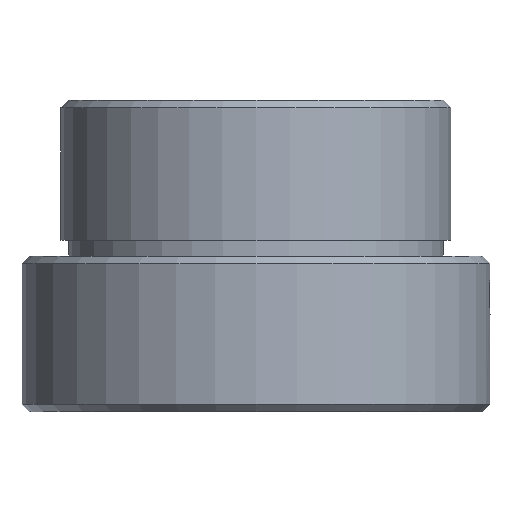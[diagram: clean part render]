
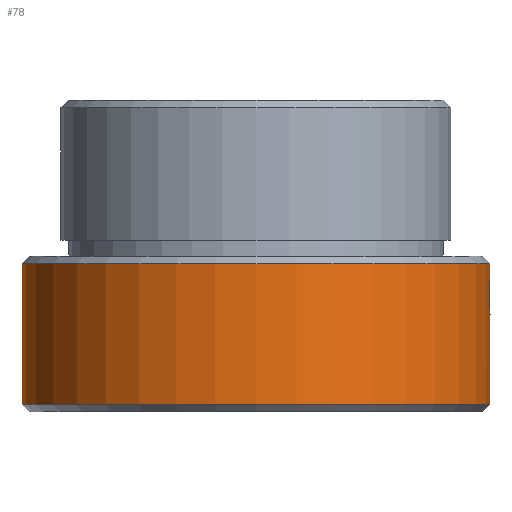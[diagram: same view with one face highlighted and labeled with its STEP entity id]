
A CAD part, front view. The second image highlights one B-rep face of the part: STEP entity #78.
In plain terms, the highlighted cylindrical face has radius 15 mm (diameter 30 mm), a partial arc.
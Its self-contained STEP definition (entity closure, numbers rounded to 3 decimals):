
#47 = EDGE_CURVE ( 'NONE', #294, #293, #576, .T. ) ;
#48 = EDGE_CURVE ( 'NONE', #298, #297, #614, .T. ) ;
#63 = EDGE_CURVE ( 'NONE', #297, #294, #142, .T. ) ;
#75 = EDGE_CURVE ( 'NONE', #322, #323, #762, .T. ) ;
#77 = EDGE_CURVE ( 'NONE', #323, #293, #261, .T. ) ;
#78 = ADVANCED_FACE ( 'NONE', ( #158 ), #234, .T. ) ;
#79 = EDGE_CURVE ( 'NONE', #298, #322, #266, .T. ) ;
#142 = LINE ( 'NONE', #143, #153 ) ;
#143 = CARTESIAN_POINT ( 'NONE',  ( -15., 0., 0. ) ) ;
#144 = DIRECTION ( 'NONE',  ( 0., 0., -1. ) ) ;
#153 = VECTOR ( 'NONE', #144, 1000. ) ;
#158 = FACE_OUTER_BOUND ( 'NONE', #773, .T. ) ;
#218 = CARTESIAN_POINT ( 'NONE',  ( 15., 0., -11.25 ) ) ;
#225 = CARTESIAN_POINT ( 'NONE',  ( 15., -0.165, -11.25 ) ) ;
#226 = CARTESIAN_POINT ( 'NONE',  ( 14.997, -0.327, -11.283 ) ) ;
#227 = CARTESIAN_POINT ( 'NONE',  ( 14.988, -0.63, -11.408 ) ) ;
#228 = CARTESIAN_POINT ( 'NONE',  ( 14.981, -0.769, -11.501 ) ) ;
#229 = CARTESIAN_POINT ( 'NONE',  ( 14.967, -0.999, -11.732 ) ) ;
#230 = CARTESIAN_POINT ( 'NONE',  ( 14.96, -1.092, -11.871 ) ) ;
#231 = CARTESIAN_POINT ( 'NONE',  ( 14.951, -1.217, -12.172 ) ) ;
#232 = CARTESIAN_POINT ( 'NONE',  ( 14.948, -1.25, -12.336 ) ) ;
#233 = CARTESIAN_POINT ( 'NONE',  ( 14.948, -1.25, -12.663 ) ) ;
#234 = CYLINDRICAL_SURFACE ( 'NONE', #237, 15. ) ;
#237 = AXIS2_PLACEMENT_3D ( 'NONE', #257, #264, #265 ) ;
#238 = VECTOR ( 'NONE', #263, 1000. ) ;
#242 = VECTOR ( 'NONE', #268, 1000. ) ;
#247 = CARTESIAN_POINT ( 'NONE',  ( 14.951, -1.218, -12.827 ) ) ;
#248 = CARTESIAN_POINT ( 'NONE',  ( 14.96, -1.092, -13.129 ) ) ;
#249 = CARTESIAN_POINT ( 'NONE',  ( 14.967, -1.001, -13.267 ) ) ;
#250 = CARTESIAN_POINT ( 'NONE',  ( 14.981, -0.767, -13.5 ) ) ;
#251 = CARTESIAN_POINT ( 'NONE',  ( 14.988, -0.63, -13.592 ) ) ;
#252 = CARTESIAN_POINT ( 'NONE',  ( 14.995, -0.403, -13.686 ) ) ;
#253 = CARTESIAN_POINT ( 'NONE',  ( 14.997, -0.325, -13.71 ) ) ;
#254 = CARTESIAN_POINT ( 'NONE',  ( 14.999, -0.164, -13.742 ) ) ;
#255 = CARTESIAN_POINT ( 'NONE',  ( 15., -0.082, -13.75 ) ) ;
#256 = CARTESIAN_POINT ( 'NONE',  ( 15., 0., -13.75 ) ) ;
#257 = CARTESIAN_POINT ( 'NONE',  ( 0., 0., 0. ) ) ;
#261 = LINE ( 'NONE', #262, #238 ) ;
#262 = CARTESIAN_POINT ( 'NONE',  ( 15., 0., 0. ) ) ;
#263 = DIRECTION ( 'NONE',  ( 0., 0., -1. ) ) ;
#264 = DIRECTION ( 'NONE',  ( 0., 0., -1. ) ) ;
#265 = DIRECTION ( 'NONE',  ( -1., 0., 0. ) ) ;
#266 = LINE ( 'NONE', #267, #242 ) ;
#267 = CARTESIAN_POINT ( 'NONE',  ( 15., 0., 0. ) ) ;
#268 = DIRECTION ( 'NONE',  ( 0., 0., -1. ) ) ;
#293 = VERTEX_POINT ( 'NONE', #530 ) ;
#294 = VERTEX_POINT ( 'NONE', #531 ) ;
#297 = VERTEX_POINT ( 'NONE', #534 ) ;
#298 = VERTEX_POINT ( 'NONE', #535 ) ;
#322 = VERTEX_POINT ( 'NONE', #559 ) ;
#323 = VERTEX_POINT ( 'NONE', #560 ) ;
#425 = CARTESIAN_POINT ( 'NONE',  ( 0., 0., -19.5 ) ) ;
#438 = DIRECTION ( 'NONE',  ( 0., 0., 1. ) ) ;
#439 = DIRECTION ( 'NONE',  ( -1., 0., 0. ) ) ;
#440 = CARTESIAN_POINT ( 'NONE',  ( 0., 0., -10.5 ) ) ;
#441 = DIRECTION ( 'NONE',  ( 0., 0., -1. ) ) ;
#442 = DIRECTION ( 'NONE',  ( 1., 0., 0. ) ) ;
#530 = CARTESIAN_POINT ( 'NONE',  ( 15., 0., -19.5 ) ) ;
#531 = CARTESIAN_POINT ( 'NONE',  ( -15., 0., -19.5 ) ) ;
#534 = CARTESIAN_POINT ( 'NONE',  ( -15., 0., -10.5 ) ) ;
#535 = CARTESIAN_POINT ( 'NONE',  ( 15., 0., -10.5 ) ) ;
#559 = CARTESIAN_POINT ( 'NONE',  ( 15., 0., -11.25 ) ) ;
#560 = CARTESIAN_POINT ( 'NONE',  ( 15., 0., -13.75 ) ) ;
#576 = CIRCLE ( 'NONE', #752, 15. ) ;
#614 = CIRCLE ( 'NONE', #756, 15. ) ;
#752 = AXIS2_PLACEMENT_3D ( 'NONE', #425, #438, #439 ) ;
#756 = AXIS2_PLACEMENT_3D ( 'NONE', #440, #441, #442 ) ;
#762 = B_SPLINE_CURVE_WITH_KNOTS ( 'NONE', 3,
 ( #218, #225, #226, #227, #228, #229, #230, #231, #232, #233, #247, #248, #249, #250, #251, #252, #253, #254, #255, #256 ),
 .UNSPECIFIED., .F., .F.,
 ( 4, 2, 2, 2, 2, 2, 2, 2, 2, 4 ),
 ( 0., 0., 0.001, 0.001, 0.002, 0.002, 0.003, 0.003, 0.004, 0.004 ),
 .UNSPECIFIED. ) ;
#773 = EDGE_LOOP ( 'NONE', ( #804, #800, #799, #796, #798, #795 ) ) ;
#795 = ORIENTED_EDGE ( 'NONE', *, *, #75, .F. ) ;
#796 = ORIENTED_EDGE ( 'NONE', *, *, #47, .T. ) ;
#798 = ORIENTED_EDGE ( 'NONE', *, *, #77, .F. ) ;
#799 = ORIENTED_EDGE ( 'NONE', *, *, #63, .T. ) ;
#800 = ORIENTED_EDGE ( 'NONE', *, *, #48, .T. ) ;
#804 = ORIENTED_EDGE ( 'NONE', *, *, #79, .F. ) ;
